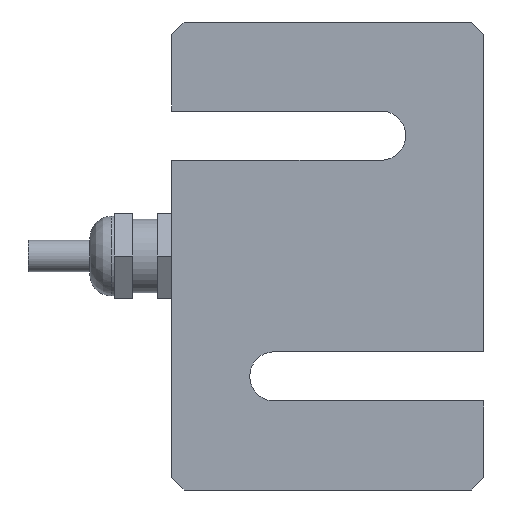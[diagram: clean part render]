
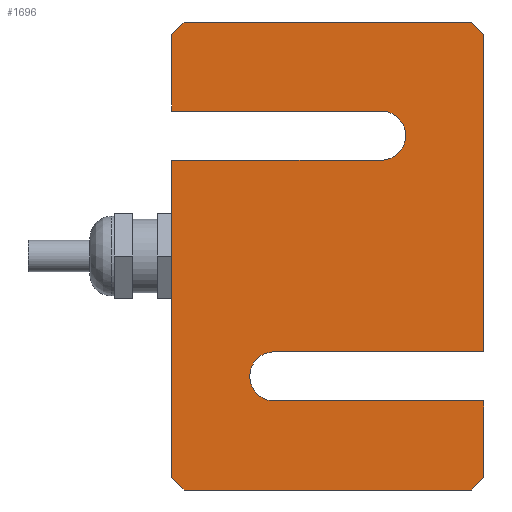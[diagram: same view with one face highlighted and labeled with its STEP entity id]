
A CAD part, front view. The second image highlights one B-rep face of the part: STEP entity #1696.
In plain terms, the highlighted planar face has unit normal (0, -1, 0).
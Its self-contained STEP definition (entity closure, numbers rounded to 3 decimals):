
#153=PLANE('',#1832);
#246=FACE_OUTER_BOUND('',#352,.T.);
#352=EDGE_LOOP('',(#1449,#1450,#1451,#1452,#1453,#1454,#1455,#1456,#1457,
#1458,#1459,#1460,#1461,#1462,#1463,#1464));
#457=LINE('',#5772,#585);
#462=LINE('',#7265,#590);
#467=LINE('',#7275,#595);
#468=LINE('',#7278,#596);
#469=LINE('',#7280,#597);
#470=LINE('',#7284,#598);
#471=LINE('',#7286,#599);
#472=LINE('',#7287,#600);
#473=LINE('',#7289,#601);
#474=LINE('',#7291,#602);
#475=LINE('',#7293,#603);
#476=LINE('',#7297,#604);
#477=LINE('',#7299,#605);
#478=LINE('',#7300,#606);
#585=VECTOR('',#2127,10.);
#590=VECTOR('',#2142,10.);
#595=VECTOR('',#2151,10.);
#596=VECTOR('',#2154,10.);
#597=VECTOR('',#2155,10.);
#598=VECTOR('',#2158,10.);
#599=VECTOR('',#2159,10.);
#600=VECTOR('',#2160,10.);
#601=VECTOR('',#2161,10.);
#602=VECTOR('',#2162,10.);
#603=VECTOR('',#2163,10.);
#604=VECTOR('',#2166,10.);
#605=VECTOR('',#2167,10.);
#606=VECTOR('',#2168,10.);
#658=CIRCLE('',#1833,4.);
#659=CIRCLE('',#1834,4.);
#787=VERTEX_POINT('',#5768);
#789=VERTEX_POINT('',#5771);
#795=VERTEX_POINT('',#7261);
#797=VERTEX_POINT('',#7264);
#800=VERTEX_POINT('',#7273);
#801=VERTEX_POINT('',#7277);
#802=VERTEX_POINT('',#7279);
#803=VERTEX_POINT('',#7281);
#804=VERTEX_POINT('',#7283);
#805=VERTEX_POINT('',#7285);
#806=VERTEX_POINT('',#7288);
#807=VERTEX_POINT('',#7290);
#808=VERTEX_POINT('',#7292);
#809=VERTEX_POINT('',#7294);
#810=VERTEX_POINT('',#7296);
#811=VERTEX_POINT('',#7298);
#1006=EDGE_CURVE('',#789,#787,#457,.T.);
#1022=EDGE_CURVE('',#797,#795,#462,.T.);
#1027=EDGE_CURVE('',#800,#795,#467,.T.);
#1028=EDGE_CURVE('',#800,#801,#468,.T.);
#1029=EDGE_CURVE('',#801,#802,#469,.T.);
#1030=EDGE_CURVE('',#802,#803,#658,.T.);
#1031=EDGE_CURVE('',#803,#804,#470,.T.);
#1032=EDGE_CURVE('',#804,#805,#471,.T.);
#1033=EDGE_CURVE('',#789,#805,#472,.T.);
#1034=EDGE_CURVE('',#806,#787,#473,.T.);
#1035=EDGE_CURVE('',#806,#807,#474,.T.);
#1036=EDGE_CURVE('',#807,#808,#475,.T.);
#1037=EDGE_CURVE('',#808,#809,#659,.T.);
#1038=EDGE_CURVE('',#809,#810,#476,.T.);
#1039=EDGE_CURVE('',#810,#811,#477,.T.);
#1040=EDGE_CURVE('',#797,#811,#478,.T.);
#1449=ORIENTED_EDGE('',*,*,#1027,.F.);
#1450=ORIENTED_EDGE('',*,*,#1028,.T.);
#1451=ORIENTED_EDGE('',*,*,#1029,.T.);
#1452=ORIENTED_EDGE('',*,*,#1030,.T.);
#1453=ORIENTED_EDGE('',*,*,#1031,.T.);
#1454=ORIENTED_EDGE('',*,*,#1032,.T.);
#1455=ORIENTED_EDGE('',*,*,#1033,.F.);
#1456=ORIENTED_EDGE('',*,*,#1006,.T.);
#1457=ORIENTED_EDGE('',*,*,#1034,.F.);
#1458=ORIENTED_EDGE('',*,*,#1035,.T.);
#1459=ORIENTED_EDGE('',*,*,#1036,.T.);
#1460=ORIENTED_EDGE('',*,*,#1037,.T.);
#1461=ORIENTED_EDGE('',*,*,#1038,.T.);
#1462=ORIENTED_EDGE('',*,*,#1039,.T.);
#1463=ORIENTED_EDGE('',*,*,#1040,.F.);
#1464=ORIENTED_EDGE('',*,*,#1022,.T.);
#1696=ADVANCED_FACE('',(#246),#153,.F.);
#1832=AXIS2_PLACEMENT_3D('',#7276,#2152,#2153);
#1833=AXIS2_PLACEMENT_3D('',#7282,#2156,#2157);
#1834=AXIS2_PLACEMENT_3D('',#7295,#2164,#2165);
#2127=DIRECTION('',(1.,0.,0.));
#2142=DIRECTION('',(-1.,0.,0.));
#2151=DIRECTION('',(0.707,0.,0.707));
#2152=DIRECTION('center_axis',(0.,1.,0.));
#2153=DIRECTION('ref_axis',(1.,0.,0.));
#2154=DIRECTION('',(0.,0.,-1.));
#2155=DIRECTION('',(1.,0.,0.));
#2156=DIRECTION('center_axis',(0.,1.,0.));
#2157=DIRECTION('ref_axis',(0.,0.,1.));
#2158=DIRECTION('',(-1.,0.,0.));
#2159=DIRECTION('',(0.,0.,-1.));
#2160=DIRECTION('',(-0.707,0.,0.707));
#2161=DIRECTION('',(-0.707,0.,-0.707));
#2162=DIRECTION('',(0.,0.,1.));
#2163=DIRECTION('',(-1.,0.,0.));
#2164=DIRECTION('center_axis',(0.,1.,0.));
#2165=DIRECTION('ref_axis',(0.,0.,-1.));
#2166=DIRECTION('',(1.,0.,0.));
#2167=DIRECTION('',(0.,0.,1.));
#2168=DIRECTION('',(0.707,0.,-0.707));
#5768=CARTESIAN_POINT('',(23.4,-14.1,-38.1));
#5771=CARTESIAN_POINT('',(-23.4,-14.1,-38.1));
#5772=CARTESIAN_POINT('',(-25.4,-14.1,-38.1));
#7261=CARTESIAN_POINT('',(-23.4,-14.1,38.1));
#7264=CARTESIAN_POINT('',(23.4,-14.1,38.1));
#7265=CARTESIAN_POINT('',(25.4,-14.1,38.1));
#7273=CARTESIAN_POINT('',(-25.4,-14.1,36.1));
#7275=CARTESIAN_POINT('',(-27.575,-14.1,33.925));
#7276=CARTESIAN_POINT('Origin',(0.,-14.1,0.));
#7277=CARTESIAN_POINT('',(-25.4,-14.1,23.6));
#7278=CARTESIAN_POINT('',(-25.4,-14.1,38.1));
#7279=CARTESIAN_POINT('',(8.7,-14.1,23.6));
#7280=CARTESIAN_POINT('',(-25.4,-14.1,23.6));
#7281=CARTESIAN_POINT('',(8.7,-14.1,15.6));
#7282=CARTESIAN_POINT('Origin',(8.7,-14.1,19.6));
#7283=CARTESIAN_POINT('',(-25.4,-14.1,15.6));
#7284=CARTESIAN_POINT('',(-25.4,-14.1,15.6));
#7285=CARTESIAN_POINT('',(-25.4,-14.1,-36.1));
#7286=CARTESIAN_POINT('',(-25.4,-14.1,38.1));
#7287=CARTESIAN_POINT('',(-27.575,-14.1,-33.925));
#7288=CARTESIAN_POINT('',(25.4,-14.1,-36.1));
#7289=CARTESIAN_POINT('',(27.575,-14.1,-33.925));
#7290=CARTESIAN_POINT('',(25.4,-14.1,-23.6));
#7291=CARTESIAN_POINT('',(25.4,-14.1,-38.1));
#7292=CARTESIAN_POINT('',(-8.7,-14.1,-23.6));
#7293=CARTESIAN_POINT('',(25.4,-14.1,-23.6));
#7294=CARTESIAN_POINT('',(-8.7,-14.1,-15.6));
#7295=CARTESIAN_POINT('Origin',(-8.7,-14.1,-19.6));
#7296=CARTESIAN_POINT('',(25.4,-14.1,-15.6));
#7297=CARTESIAN_POINT('',(25.4,-14.1,-15.6));
#7298=CARTESIAN_POINT('',(25.4,-14.1,36.1));
#7299=CARTESIAN_POINT('',(25.4,-14.1,-38.1));
#7300=CARTESIAN_POINT('',(27.575,-14.1,33.925));
